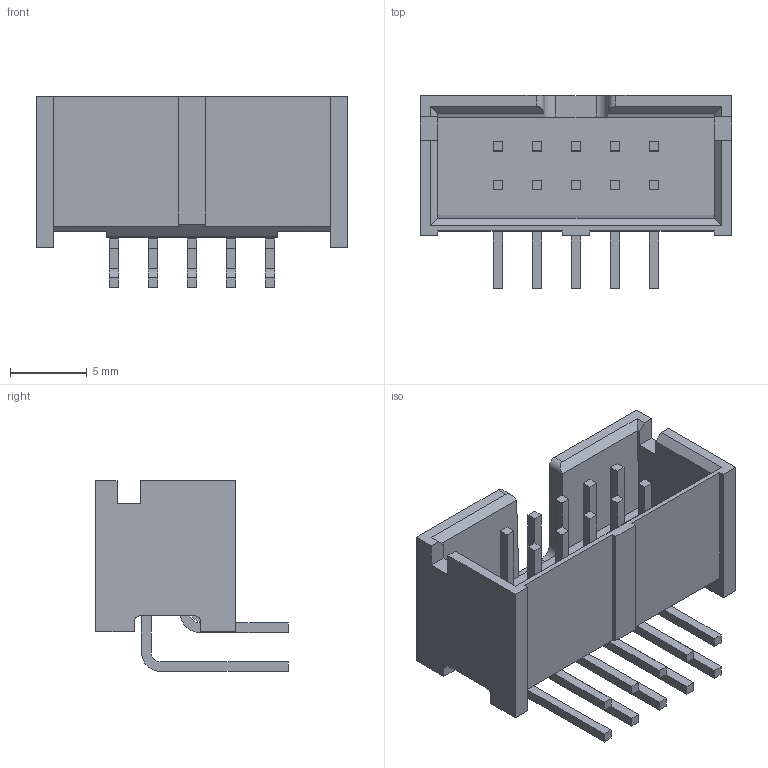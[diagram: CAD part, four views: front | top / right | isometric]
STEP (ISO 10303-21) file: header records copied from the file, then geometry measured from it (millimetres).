
FILE_DESCRIPTION(('STEP AP242'),'1');
FILE_NAME('5103311-1.stp','2021-03-15T04:02:32',('TraceParts'),('TraceParts S.A.'),'Spatial InterOp 3D',' ',' ');
FILE_SCHEMA(('AP242_MANAGED_MODEL_BASED_3D_ENGINEERING_MIM_LF {1 0 10303 442 1 1 4}'));
Length unit declared in the file: millimetre
Products named in the file (1): 5103311-1
Bounding box: 20.32 x 12.57 x 12.45 mm (x, y, z)
Volume: 839.8 mm3; surface area: 1573.2 mm2
Topology: 1 solids, 1 shells, 192 faces, 504 edges, 334 vertices
Faces by surface type: plane 162, cylinder 30
Entity records: 5865 total; most frequent: CARTESIAN_POINT 1051, ORIENTED_EDGE 1008, DIRECTION 944, EDGE_CURVE 504, LINE 442, VECTOR 442, VERTEX_POINT 334, AXIS2_PLACEMENT_3D 251
